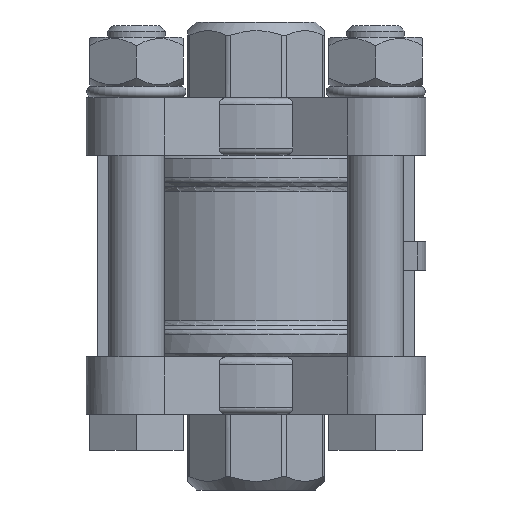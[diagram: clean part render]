
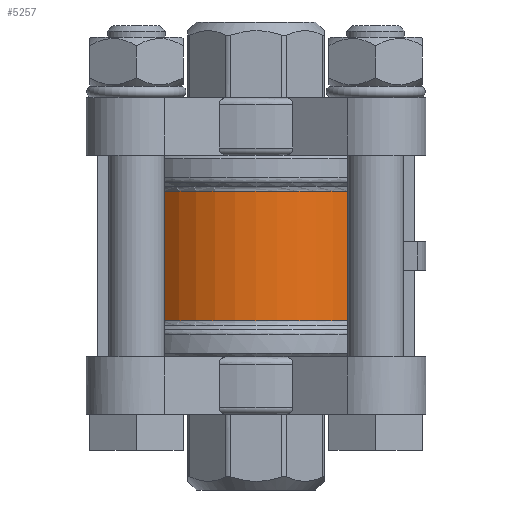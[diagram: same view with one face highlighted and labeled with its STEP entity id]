
A CAD part, front view. The second image highlights one B-rep face of the part: STEP entity #5257.
In plain terms, the highlighted cylindrical face has radius 17 mm (diameter 34 mm), a partial arc.
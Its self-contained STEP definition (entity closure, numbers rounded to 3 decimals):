
#110=CIRCLE('',#5640,17.);
#111=CIRCLE('',#5642,17.);
#112=CIRCLE('',#5643,17.);
#113=CIRCLE('',#5644,17.);
#321=CYLINDRICAL_SURFACE('',#5641,17.);
#401=B_SPLINE_CURVE_WITH_KNOTS('',3,(#7981,#7982,#7983,#7984,#7985,#7986),
 .UNSPECIFIED.,.F.,.F.,(4,1,1,4),(0.008,0.012,
0.014,0.016),.UNSPECIFIED.);
#402=B_SPLINE_CURVE_WITH_KNOTS('',3,(#7994,#7995,#7996,#7997,#7998),
 .UNSPECIFIED.,.F.,.F.,(4,1,4),(0.02,0.025,0.029),
 .UNSPECIFIED.);
#410=B_SPLINE_CURVE_WITH_KNOTS('',3,(#8035,#8036,#8037,#8038,#8039,#8040,
#8041,#8042,#8043),.UNSPECIFIED.,.F.,.F.,(4,1,1,1,1,1,4),(0.044,
0.05,0.052,0.055,0.058,
0.06,0.066),.UNSPECIFIED.);
#733=ORIENTED_EDGE('',*,*,#2199,.F.);
#734=ORIENTED_EDGE('',*,*,#2219,.T.);
#735=ORIENTED_EDGE('',*,*,#2211,.F.);
#736=ORIENTED_EDGE('',*,*,#2220,.F.);
#737=ORIENTED_EDGE('',*,*,#2203,.F.);
#738=ORIENTED_EDGE('',*,*,#2221,.F.);
#739=ORIENTED_EDGE('',*,*,#2222,.F.);
#740=ORIENTED_EDGE('',*,*,#2223,.T.);
#2199=EDGE_CURVE('',#2941,#2942,#401,.T.);
#2203=EDGE_CURVE('',#2945,#2946,#402,.T.);
#2211=EDGE_CURVE('',#2953,#2954,#410,.T.);
#2219=EDGE_CURVE('',#2941,#2954,#110,.T.);
#2220=EDGE_CURVE('',#2946,#2953,#111,.T.);
#2221=EDGE_CURVE('',#2958,#2945,#112,.T.);
#2222=EDGE_CURVE('',#2959,#2958,#3453,.T.);
#2223=EDGE_CURVE('',#2959,#2942,#113,.T.);
#2941=VERTEX_POINT('',#7980);
#2942=VERTEX_POINT('',#7987);
#2945=VERTEX_POINT('',#7993);
#2946=VERTEX_POINT('',#7999);
#2953=VERTEX_POINT('',#8034);
#2954=VERTEX_POINT('',#8044);
#2958=VERTEX_POINT('',#8072);
#2959=VERTEX_POINT('',#8074);
#3453=LINE('',#8073,#3846);
#3846=VECTOR('',#6379,1000.);
#4182=EDGE_LOOP('',(#733,#734,#735,#736,#737,#738,#739,#740));
#4623=FACE_BOUND('',#4182,.T.);
#5257=ADVANCED_FACE('',(#4623),#321,.T.);
#5640=AXIS2_PLACEMENT_3D('',#8068,#6371,#6372);
#5641=AXIS2_PLACEMENT_3D('',#8069,#6373,#6374);
#5642=AXIS2_PLACEMENT_3D('',#8070,#6375,#6376);
#5643=AXIS2_PLACEMENT_3D('',#8071,#6377,#6378);
#5644=AXIS2_PLACEMENT_3D('',#8075,#6380,#6381);
#6371=DIRECTION('',(0.,0.,-1.));
#6372=DIRECTION('',(-1.,0.,0.));
#6373=DIRECTION('',(0.,0.,-1.));
#6374=DIRECTION('',(-1.,0.,0.));
#6375=DIRECTION('',(0.,0.,-1.));
#6376=DIRECTION('',(-1.,0.,0.));
#6377=DIRECTION('',(0.,0.,1.));
#6378=DIRECTION('',(1.,0.,0.));
#6379=DIRECTION('',(0.,0.,-1.));
#6380=DIRECTION('',(0.,0.,1.));
#6381=DIRECTION('',(1.,0.,0.));
#7980=CARTESIAN_POINT('',(6.922,15.527,8.995));
#7981=CARTESIAN_POINT('',(6.922,15.527,8.995));
#7982=CARTESIAN_POINT('',(8.022,15.037,8.148));
#7983=CARTESIAN_POINT('',(9.414,14.2,6.595));
#7984=CARTESIAN_POINT('',(10.649,13.263,4.115));
#7985=CARTESIAN_POINT('',(11.045,12.925,2.714));
#7986=CARTESIAN_POINT('',(11.172,12.813,2.));
#7987=CARTESIAN_POINT('',(11.172,12.813,2.));
#7993=CARTESIAN_POINT('',(11.172,12.813,-2.));
#7994=CARTESIAN_POINT('',(11.172,12.813,-2.));
#7995=CARTESIAN_POINT('',(10.916,13.037,-3.432));
#7996=CARTESIAN_POINT('',(9.869,13.93,-6.103));
#7997=CARTESIAN_POINT('',(8.011,15.041,-8.156));
#7998=CARTESIAN_POINT('',(6.922,15.527,-8.995));
#7999=CARTESIAN_POINT('',(6.922,15.527,-8.995));
#8034=CARTESIAN_POINT('',(-6.922,15.527,-8.995));
#8035=CARTESIAN_POINT('',(-6.922,15.527,-8.995));
#8036=CARTESIAN_POINT('',(-8.275,14.924,-7.954));
#8037=CARTESIAN_POINT('',(-9.91,13.868,-5.981));
#8038=CARTESIAN_POINT('',(-11.13,12.859,-2.709));
#8039=CARTESIAN_POINT('',(-11.46,12.555,-0.002));
#8040=CARTESIAN_POINT('',(-11.13,12.858,2.708));
#8041=CARTESIAN_POINT('',(-9.908,13.869,5.984));
#8042=CARTESIAN_POINT('',(-8.278,14.922,7.951));
#8043=CARTESIAN_POINT('',(-6.922,15.527,8.995));
#8044=CARTESIAN_POINT('',(-6.922,15.527,8.995));
#8068=CARTESIAN_POINT('',(0.,0.,8.995));
#8069=CARTESIAN_POINT('',(0.,0.,0.));
#8070=CARTESIAN_POINT('',(0.,0.,-8.995));
#8071=CARTESIAN_POINT('',(0.,0.,-2.));
#8072=CARTESIAN_POINT('',(16.51,4.054,-2.));
#8073=CARTESIAN_POINT('',(16.51,4.054,0.));
#8074=CARTESIAN_POINT('',(16.51,4.054,2.));
#8075=CARTESIAN_POINT('',(0.,0.,2.));
